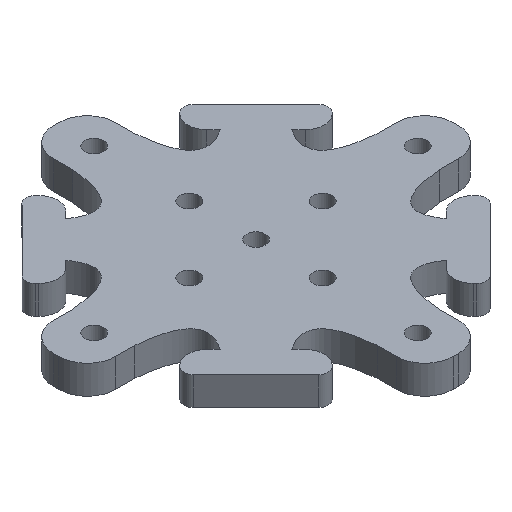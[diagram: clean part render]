
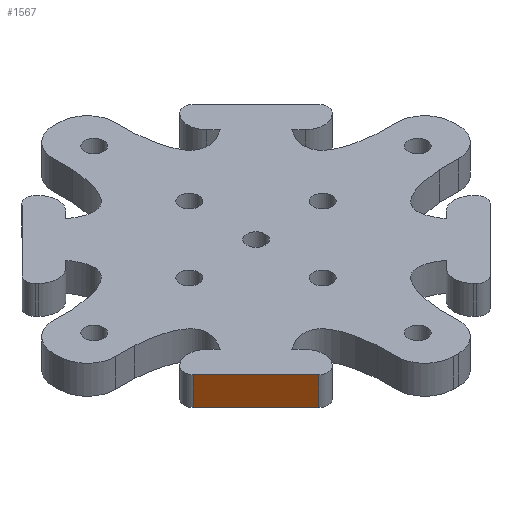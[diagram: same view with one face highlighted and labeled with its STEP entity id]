
A CAD part, isometric view. The second image highlights one B-rep face of the part: STEP entity #1567.
In plain terms, the highlighted planar face has unit normal (-0.707, -0.707, 0).
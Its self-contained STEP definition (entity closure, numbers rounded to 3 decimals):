
#101=PLANE('',#1718);
#154=FACE_OUTER_BOUND('',#247,.T.);
#247=EDGE_LOOP('',(#1213,#1214,#1215,#1216));
#321=LINE('',#2251,#457);
#371=LINE('',#2484,#507);
#372=LINE('',#2487,#508);
#373=LINE('',#2488,#509);
#457=VECTOR('',#1810,10.);
#507=VECTOR('',#1996,10.);
#508=VECTOR('',#1999,10.);
#509=VECTOR('',#2000,10.);
#670=VERTEX_POINT('',#2247);
#672=VERTEX_POINT('',#2250);
#761=VERTEX_POINT('',#2482);
#762=VERTEX_POINT('',#2486);
#828=EDGE_CURVE('',#670,#672,#321,.T.);
#936=EDGE_CURVE('',#761,#670,#371,.T.);
#937=EDGE_CURVE('',#762,#761,#372,.T.);
#938=EDGE_CURVE('',#672,#762,#373,.T.);
#1213=ORIENTED_EDGE('',*,*,#936,.F.);
#1214=ORIENTED_EDGE('',*,*,#937,.F.);
#1215=ORIENTED_EDGE('',*,*,#938,.F.);
#1216=ORIENTED_EDGE('',*,*,#828,.F.);
#1567=ADVANCED_FACE('',(#154),#101,.F.);
#1718=AXIS2_PLACEMENT_3D('',#2485,#1997,#1998);
#1810=DIRECTION('',(-0.707,0.707,0.));
#1996=DIRECTION('',(0.,0.,-1.));
#1997=DIRECTION('center_axis',(0.707,0.707,0.));
#1998=DIRECTION('ref_axis',(0.,0.,-1.));
#1999=DIRECTION('',(0.707,-0.707,0.));
#2000=DIRECTION('',(0.,0.,1.));
#2247=CARTESIAN_POINT('',(-9.,-15.586,-3.));
#2250=CARTESIAN_POINT('',(-15.586,-9.,-3.));
#2251=CARTESIAN_POINT('',(-14.293,-10.293,-3.));
#2482=CARTESIAN_POINT('',(-9.,-15.586,0.));
#2484=CARTESIAN_POINT('',(-9.,-15.586,-1.));
#2485=CARTESIAN_POINT('Origin',(-16.293,-8.293,-1.));
#2486=CARTESIAN_POINT('',(-15.586,-9.,0.));
#2487=CARTESIAN_POINT('',(-14.293,-10.293,0.));
#2488=CARTESIAN_POINT('',(-15.586,-9.,-1.));
